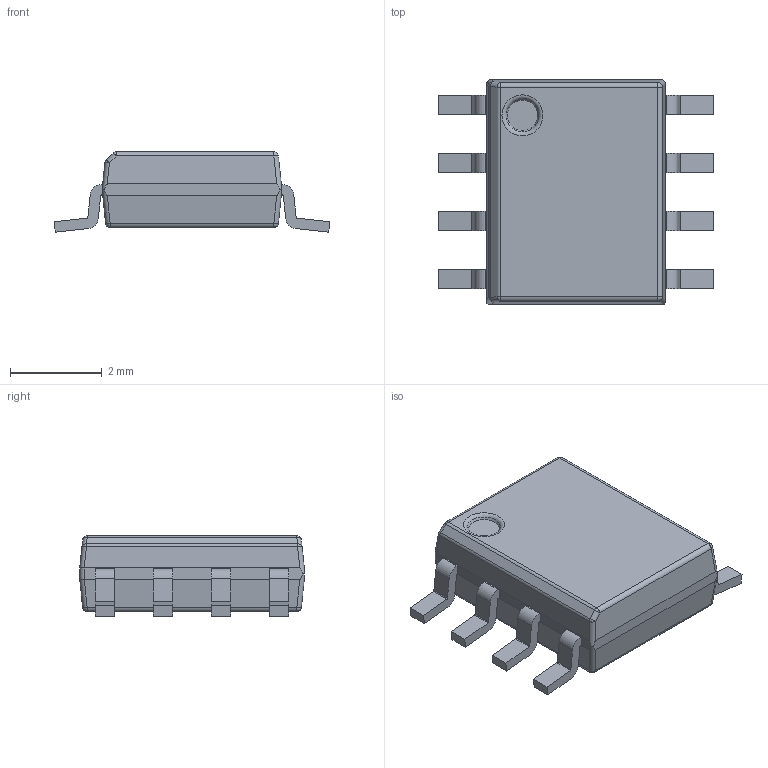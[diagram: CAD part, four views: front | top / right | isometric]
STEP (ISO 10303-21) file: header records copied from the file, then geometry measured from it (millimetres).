
FILE_DESCRIPTION(/* description */ ('Alibre Inc.'),/* implementation_level */ '2;1');
FILE_NAME(/* name */ 'export0',/* time_stamp */ '2015-10-16T10:25:17+08:00',/* author */ (''),/* organization */ (''),/* preprocessor_version */ 'ST-DEVELOPER v14',/* originating_system */ 'Alibre',/* authorisation */ '');
FILE_SCHEMA (('AUTOMOTIVE_DESIGN'));
Length unit declared in the file: centimetre
Bounding box: 6.02 x 4.9 x 1.75 mm (x, y, z)
Volume: 31.7 mm3; surface area: 79.6 mm2
Topology: 1 solids, 1 shells, 158 faces, 415 edges, 261 vertices
Faces by surface type: plane 93, cylinder 53, sphere 10, torus 1, cone 1
Entity records: 4863 total; most frequent: CARTESIAN_POINT 824, ORIENTED_EDGE 810, DIRECTION 746, EDGE_CURVE 405, VECTOR 286, LINE 286, AXIS2_PLACEMENT_3D 277, VERTEX_POINT 261
